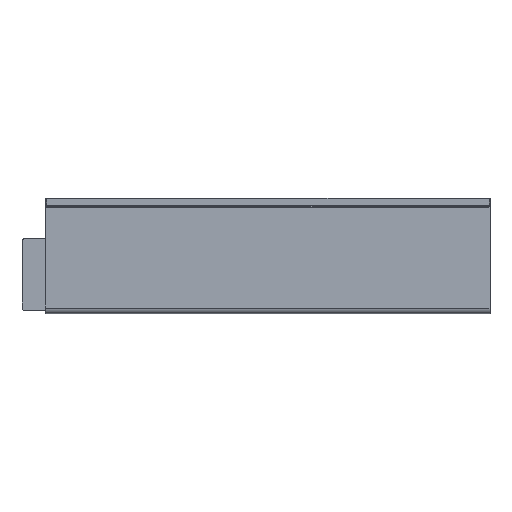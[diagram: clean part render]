
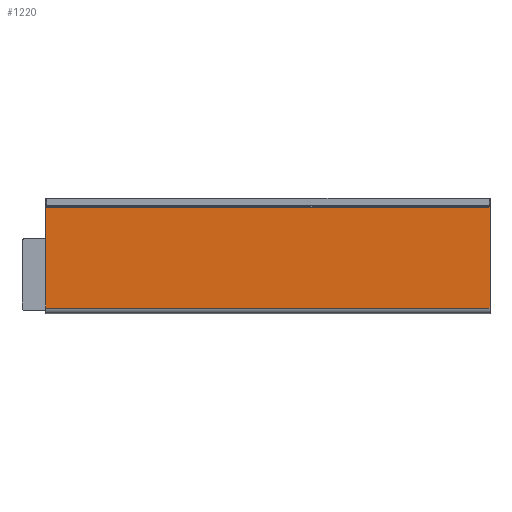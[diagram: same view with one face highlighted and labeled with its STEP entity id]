
A CAD part, top view. The second image highlights one B-rep face of the part: STEP entity #1220.
In plain terms, the highlighted planar face has unit normal (0, 0, 1).
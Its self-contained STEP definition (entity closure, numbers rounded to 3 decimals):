
#10 = FACE_OUTER_BOUND ( 'NONE', #187, .T. ) ;
#36 = EDGE_CURVE ( 'NONE', #1783, #1112, #1292, .T. ) ;
#49 = LINE ( 'NONE', #1620, #1710 ) ;
#96 = EDGE_CURVE ( 'NONE', #1553, #1282, #49, .T. ) ;
#187 = EDGE_LOOP ( 'NONE', ( #1430, #491, #1969, #1625 ) ) ;
#461 = VECTOR ( 'NONE', #1921, 1000. ) ;
#491 = ORIENTED_EDGE ( 'NONE', *, *, #1652, .T. ) ;
#515 = DIRECTION ( 'NONE',  ( -1., 0., 0. ) ) ;
#556 = VECTOR ( 'NONE', #1456, 1000. ) ;
#592 = EDGE_CURVE ( 'NONE', #1282, #1783, #2016, .T. ) ;
#676 = DIRECTION ( 'NONE',  ( 1., 0., 0. ) ) ;
#684 = CARTESIAN_POINT ( 'NONE',  ( -2., 0., 0. ) ) ;
#782 = CARTESIAN_POINT ( 'NONE',  ( 53.9, 0.7, 0. ) ) ;
#961 = CARTESIAN_POINT ( 'NONE',  ( 53.9, 0., 0. ) ) ;
#967 = PLANE ( 'NONE',  #1008 ) ;
#1008 = AXIS2_PLACEMENT_3D ( 'NONE', #1593, #1329, #1471 ) ;
#1040 = LINE ( 'NONE', #961, #556 ) ;
#1112 = VERTEX_POINT ( 'NONE', #782 ) ;
#1220 = ADVANCED_FACE ( 'NONE', ( #10 ), #967, .F. ) ;
#1270 = CARTESIAN_POINT ( 'NONE',  ( 53.9, 13.4, 0. ) ) ;
#1282 = VERTEX_POINT ( 'NONE', #1772 ) ;
#1292 = LINE ( 'NONE', #1647, #1855 ) ;
#1329 = DIRECTION ( 'NONE',  ( 0., 0., -1. ) ) ;
#1430 = ORIENTED_EDGE ( 'NONE', *, *, #36, .T. ) ;
#1456 = DIRECTION ( 'NONE',  ( 0., 1., 0. ) ) ;
#1471 = DIRECTION ( 'NONE',  ( -1., 0., 0. ) ) ;
#1494 = CARTESIAN_POINT ( 'NONE',  ( -2., 0.7, 0. ) ) ;
#1553 = VERTEX_POINT ( 'NONE', #1270 ) ;
#1593 = CARTESIAN_POINT ( 'NONE',  ( 0., 0., 0. ) ) ;
#1620 = CARTESIAN_POINT ( 'NONE',  ( -2., 13.4, 0. ) ) ;
#1625 = ORIENTED_EDGE ( 'NONE', *, *, #592, .T. ) ;
#1647 = CARTESIAN_POINT ( 'NONE',  ( -2., 0.7, 0. ) ) ;
#1652 = EDGE_CURVE ( 'NONE', #1112, #1553, #1040, .T. ) ;
#1710 = VECTOR ( 'NONE', #515, 1000. ) ;
#1772 = CARTESIAN_POINT ( 'NONE',  ( -2., 13.4, 0. ) ) ;
#1783 = VERTEX_POINT ( 'NONE', #1494 ) ;
#1855 = VECTOR ( 'NONE', #676, 1000. ) ;
#1921 = DIRECTION ( 'NONE',  ( 0., -1., 0. ) ) ;
#1969 = ORIENTED_EDGE ( 'NONE', *, *, #96, .T. ) ;
#2016 = LINE ( 'NONE', #684, #461 ) ;
